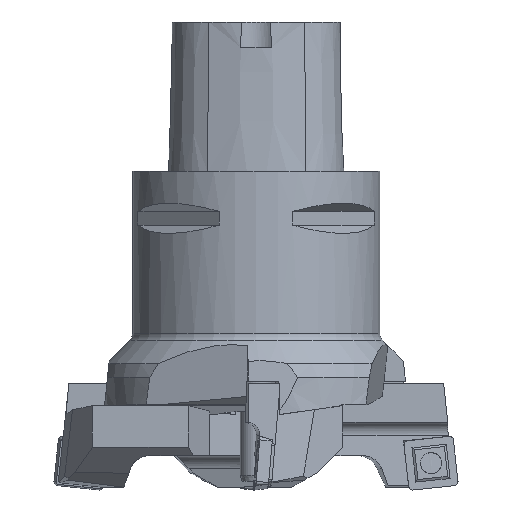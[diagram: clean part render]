
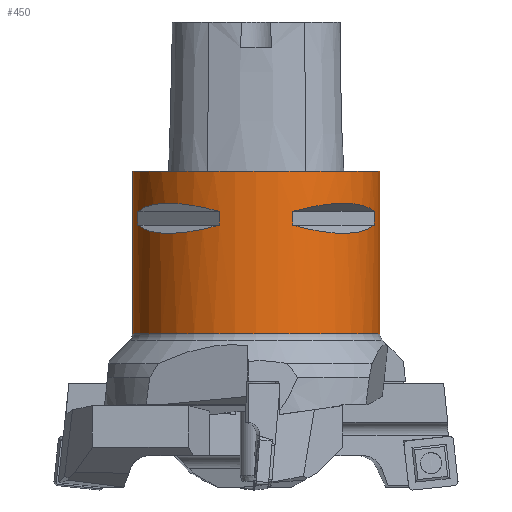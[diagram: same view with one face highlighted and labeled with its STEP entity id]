
A CAD part, front view. The second image highlights one B-rep face of the part: STEP entity #450.
In plain terms, the highlighted cylindrical face has radius 31.5 mm (diameter 63 mm), a full revolution.
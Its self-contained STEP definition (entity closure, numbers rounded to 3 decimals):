
#450=ADVANCED_FACE('',(#678,#679,#680,#681,#682,#683),#596,.T.);
#596=CYLINDRICAL_SURFACE('',#2967,31.5);
#608=CIRCLE('',#2961,31.5);
#609=CIRCLE('',#2966,31.5);
#678=FACE_BOUND('',#748,.T.);
#679=FACE_BOUND('',#749,.T.);
#680=FACE_BOUND('',#750,.T.);
#681=FACE_BOUND('',#751,.T.);
#682=FACE_BOUND('',#752,.T.);
#683=FACE_BOUND('',#753,.T.);
#748=EDGE_LOOP('',(#960,#961,#962,#963));
#749=EDGE_LOOP('',(#964,#965,#966,#967));
#750=EDGE_LOOP('',(#968));
#751=EDGE_LOOP('',(#969,#970,#971,#972));
#752=EDGE_LOOP('',(#973,#974,#975,#976));
#753=EDGE_LOOP('',(#977));
#931=ELLIPSE('',#2957,36.373,31.5);
#932=ELLIPSE('',#2958,36.373,31.5);
#933=ELLIPSE('',#2959,36.373,31.5);
#934=ELLIPSE('',#2960,36.373,31.5);
#935=ELLIPSE('',#2962,36.373,31.5);
#936=ELLIPSE('',#2963,36.373,31.5);
#937=ELLIPSE('',#2964,36.373,31.5);
#938=ELLIPSE('',#2965,36.373,31.5);
#960=ORIENTED_EDGE('',*,*,#1971,.T.);
#961=ORIENTED_EDGE('',*,*,#1972,.T.);
#962=ORIENTED_EDGE('',*,*,#1973,.T.);
#963=ORIENTED_EDGE('',*,*,#1974,.T.);
#964=ORIENTED_EDGE('',*,*,#1975,.T.);
#965=ORIENTED_EDGE('',*,*,#1976,.T.);
#966=ORIENTED_EDGE('',*,*,#1977,.T.);
#967=ORIENTED_EDGE('',*,*,#1978,.T.);
#968=ORIENTED_EDGE('',*,*,#1979,.T.);
#969=ORIENTED_EDGE('',*,*,#1980,.T.);
#970=ORIENTED_EDGE('',*,*,#1981,.T.);
#971=ORIENTED_EDGE('',*,*,#1982,.T.);
#972=ORIENTED_EDGE('',*,*,#1983,.T.);
#973=ORIENTED_EDGE('',*,*,#1984,.T.);
#974=ORIENTED_EDGE('',*,*,#1985,.T.);
#975=ORIENTED_EDGE('',*,*,#1986,.T.);
#976=ORIENTED_EDGE('',*,*,#1987,.T.);
#977=ORIENTED_EDGE('',*,*,#1988,.T.);
#1704=VERTEX_POINT('',#4008);
#1705=VERTEX_POINT('',#4009);
#1706=VERTEX_POINT('',#4011);
#1707=VERTEX_POINT('',#4013);
#1708=VERTEX_POINT('',#4016);
#1709=VERTEX_POINT('',#4017);
#1710=VERTEX_POINT('',#4019);
#1711=VERTEX_POINT('',#4021);
#1712=VERTEX_POINT('',#4024);
#1713=VERTEX_POINT('',#4026);
#1714=VERTEX_POINT('',#4027);
#1715=VERTEX_POINT('',#4029);
#1716=VERTEX_POINT('',#4031);
#1717=VERTEX_POINT('',#4034);
#1718=VERTEX_POINT('',#4035);
#1719=VERTEX_POINT('',#4037);
#1720=VERTEX_POINT('',#4039);
#1721=VERTEX_POINT('',#4042);
#1971=EDGE_CURVE('',#1704,#1705,#2343,.T.);
#1972=EDGE_CURVE('',#1705,#1706,#931,.T.);
#1973=EDGE_CURVE('',#1706,#1707,#2344,.T.);
#1974=EDGE_CURVE('',#1707,#1704,#932,.T.);
#1975=EDGE_CURVE('',#1708,#1709,#2345,.T.);
#1976=EDGE_CURVE('',#1709,#1710,#933,.T.);
#1977=EDGE_CURVE('',#1710,#1711,#2346,.T.);
#1978=EDGE_CURVE('',#1711,#1708,#934,.T.);
#1979=EDGE_CURVE('',#1712,#1712,#608,.T.);
#1980=EDGE_CURVE('',#1713,#1714,#2347,.T.);
#1981=EDGE_CURVE('',#1714,#1715,#935,.T.);
#1982=EDGE_CURVE('',#1715,#1716,#2348,.T.);
#1983=EDGE_CURVE('',#1716,#1713,#936,.T.);
#1984=EDGE_CURVE('',#1717,#1718,#2349,.T.);
#1985=EDGE_CURVE('',#1718,#1719,#937,.T.);
#1986=EDGE_CURVE('',#1719,#1720,#2350,.T.);
#1987=EDGE_CURVE('',#1720,#1717,#938,.T.);
#1988=EDGE_CURVE('',#1721,#1721,#609,.T.);
#2343=LINE('',#4007,#2586);
#2344=LINE('',#4012,#2587);
#2345=LINE('',#4015,#2588);
#2346=LINE('',#4020,#2589);
#2347=LINE('',#4025,#2590);
#2348=LINE('',#4030,#2591);
#2349=LINE('',#4033,#2592);
#2350=LINE('',#4038,#2593);
#2586=VECTOR('',#3231,1.);
#2587=VECTOR('',#3234,1.);
#2588=VECTOR('',#3237,1.);
#2589=VECTOR('',#3240,1.);
#2590=VECTOR('',#3245,1.);
#2591=VECTOR('',#3248,1.);
#2592=VECTOR('',#3251,1.);
#2593=VECTOR('',#3254,1.);
#2957=AXIS2_PLACEMENT_3D('',#4010,#3232,#3233);
#2958=AXIS2_PLACEMENT_3D('',#4014,#3235,#3236);
#2959=AXIS2_PLACEMENT_3D('',#4018,#3238,#3239);
#2960=AXIS2_PLACEMENT_3D('',#4022,#3241,#3242);
#2961=AXIS2_PLACEMENT_3D('',#4023,#3243,#3244);
#2962=AXIS2_PLACEMENT_3D('',#4028,#3246,#3247);
#2963=AXIS2_PLACEMENT_3D('',#4032,#3249,#3250);
#2964=AXIS2_PLACEMENT_3D('',#4036,#3252,#3253);
#2965=AXIS2_PLACEMENT_3D('',#4040,#3255,#3256);
#2966=AXIS2_PLACEMENT_3D('',#4041,#3257,#3258);
#2967=AXIS2_PLACEMENT_3D('',#4043,#3259,#3260);
#3231=DIRECTION('',(0.,0.,1.));
#3232=DIRECTION('',(-0.354,0.354,0.866));
#3233=DIRECTION('',(-0.612,0.612,-0.5));
#3234=DIRECTION('',(0.,0.,-1.));
#3235=DIRECTION('',(-0.354,0.354,-0.866));
#3236=DIRECTION('',(0.612,-0.612,-0.5));
#3237=DIRECTION('',(0.,0.,1.));
#3238=DIRECTION('',(0.354,-0.354,0.866));
#3239=DIRECTION('',(0.612,-0.612,-0.5));
#3240=DIRECTION('',(0.,0.,-1.));
#3241=DIRECTION('',(0.354,-0.354,-0.866));
#3242=DIRECTION('',(-0.612,0.612,-0.5));
#3243=DIRECTION('',(0.,0.,-1.));
#3244=DIRECTION('',(-1.,0.,0.));
#3245=DIRECTION('',(0.,0.,1.));
#3246=DIRECTION('',(0.354,0.354,0.866));
#3247=DIRECTION('',(0.612,0.612,-0.5));
#3248=DIRECTION('',(0.,0.,-1.));
#3249=DIRECTION('',(0.354,0.354,-0.866));
#3250=DIRECTION('',(-0.612,-0.612,-0.5));
#3251=DIRECTION('',(0.,0.,1.));
#3252=DIRECTION('',(-0.354,-0.354,0.866));
#3253=DIRECTION('',(-0.612,-0.612,-0.5));
#3254=DIRECTION('',(0.,0.,-1.));
#3255=DIRECTION('',(-0.354,-0.354,-0.866));
#3256=DIRECTION('',(0.612,0.612,-0.5));
#3257=DIRECTION('',(0.,0.,1.));
#3258=DIRECTION('',(1.,0.,0.));
#3259=DIRECTION('',(0.,0.,-1.));
#3260=DIRECTION('',(-1.,0.,0.));
#4007=CARTESIAN_POINT('',(9.349,-30.081,0.));
#4008=CARTESIAN_POINT('',(9.349,-30.081,-13.75));
#4009=CARTESIAN_POINT('',(9.349,-30.081,-10.25));
#4010=CARTESIAN_POINT('',(0.,0.,-26.347));
#4011=CARTESIAN_POINT('',(30.081,-9.349,-10.25));
#4012=CARTESIAN_POINT('',(30.081,-9.349,0.));
#4013=CARTESIAN_POINT('',(30.081,-9.349,-13.75));
#4014=CARTESIAN_POINT('',(0.,0.,2.347));
#4015=CARTESIAN_POINT('',(-9.349,30.081,0.));
#4016=CARTESIAN_POINT('',(-9.349,30.081,-13.75));
#4017=CARTESIAN_POINT('',(-9.349,30.081,-10.25));
#4018=CARTESIAN_POINT('',(0.,0.,-26.347));
#4019=CARTESIAN_POINT('',(-30.081,9.349,-10.25));
#4020=CARTESIAN_POINT('',(-30.081,9.349,0.));
#4021=CARTESIAN_POINT('',(-30.081,9.349,-13.75));
#4022=CARTESIAN_POINT('',(0.,0.,2.347));
#4023=CARTESIAN_POINT('',(0.,0.,0.));
#4024=CARTESIAN_POINT('',(-31.5,0.,0.));
#4025=CARTESIAN_POINT('',(-30.081,-9.349,0.));
#4026=CARTESIAN_POINT('',(-30.081,-9.349,-13.75));
#4027=CARTESIAN_POINT('',(-30.081,-9.349,-10.25));
#4028=CARTESIAN_POINT('',(0.,0.,-26.347));
#4029=CARTESIAN_POINT('',(-9.349,-30.081,-10.25));
#4030=CARTESIAN_POINT('',(-9.349,-30.081,0.));
#4031=CARTESIAN_POINT('',(-9.349,-30.081,-13.75));
#4032=CARTESIAN_POINT('',(0.,0.,2.347));
#4033=CARTESIAN_POINT('',(30.081,9.349,0.));
#4034=CARTESIAN_POINT('',(30.081,9.349,-13.75));
#4035=CARTESIAN_POINT('',(30.081,9.349,-10.25));
#4036=CARTESIAN_POINT('',(0.,0.,-26.347));
#4037=CARTESIAN_POINT('',(9.349,30.081,-10.25));
#4038=CARTESIAN_POINT('',(9.349,30.081,0.));
#4039=CARTESIAN_POINT('',(9.349,30.081,-13.75));
#4040=CARTESIAN_POINT('',(0.,0.,2.347));
#4041=CARTESIAN_POINT('',(0.,0.,-41.352));
#4042=CARTESIAN_POINT('',(31.5,0.,-41.352));
#4043=CARTESIAN_POINT('',(0.,0.,0.));
